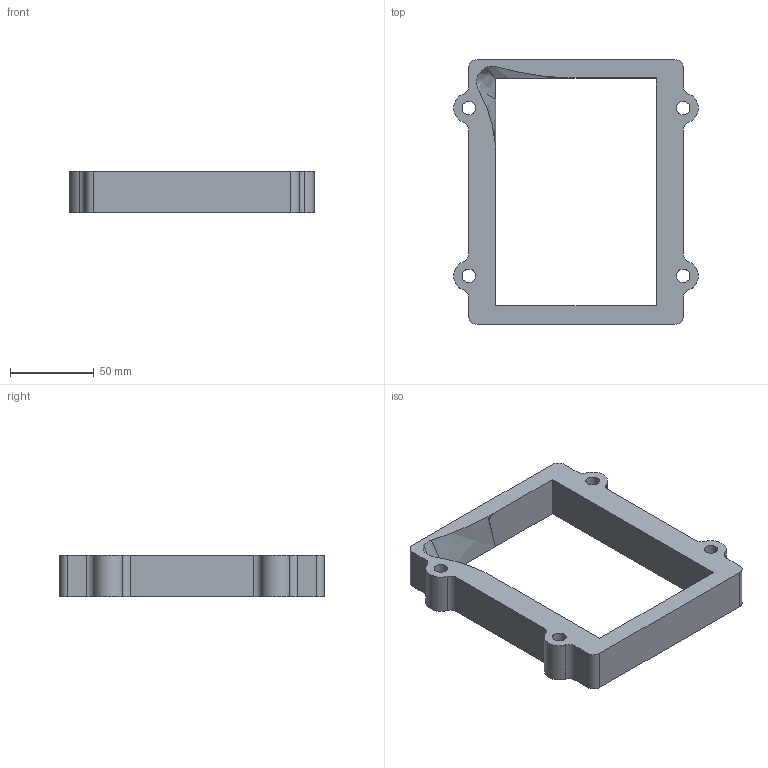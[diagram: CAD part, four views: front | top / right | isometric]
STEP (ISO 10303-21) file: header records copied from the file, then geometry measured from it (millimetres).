
FILE_DESCRIPTION(('FreeCAD Model'),'2;1');
FILE_NAME('FlexiVATTop.step','2015-08-04T10:58:58',('Author'),(''), 'Open CASCADE STEP processor 6.8','FreeCAD','Unknown');
FILE_SCHEMA(('AUTOMOTIVE_DESIGN_CC2 { 1 2 10303 214 -1 1 5 4 }'));
Length unit declared in the file: millimetre
Products named in the file (2): ASSEMBLY; FlexiVATTop
Assembly tree (1 placements, depth 2):
  ASSEMBLY
    FlexiVATTop
Bounding box: 146 x 158 x 25 mm (x, y, z)
Volume: 173928.6 mm3; surface area: 47557.4 mm2
Topology: 1 solids, 1 shells, 74 faces, 192 edges, 122 vertices
Faces by surface type: cylinder 36, plane 24, torus 8, bspline 6
Full cylindrical faces by diameter (mm): 8 x4
Entity records: 7555 total; most frequent: CARTESIAN_POINT 3698, DIRECTION 723, ORIENTED_EDGE 384, PCURVE 384, DEFINITIONAL_REPRESENTATION 384, LINE 375, VECTOR 375, EDGE_CURVE 192
